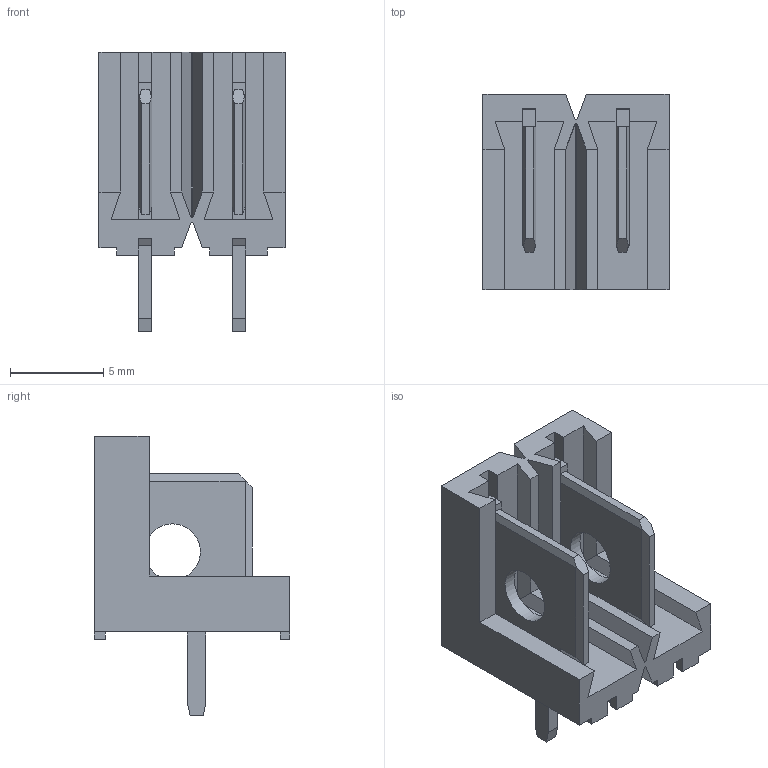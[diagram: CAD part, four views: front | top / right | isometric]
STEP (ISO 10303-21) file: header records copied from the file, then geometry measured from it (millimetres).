
FILE_DESCRIPTION( ( 'Unknown' ), '1' );
FILE_NAME( '691386700002.stp', 'Unknown', ( 'Quentin LAIDEBEUR' ), ( 'WE' ), 'PSStep 15.0.49', 'Sample-box', ' ' );
FILE_SCHEMA( ( 'AUTOMOTIVE_DESIGN { 1 0 10303 214 1 1 1 1 }' ) );
Length unit declared in the file: millimetre
Products named in the file (3): Assem1; 691386700002; 6913867000xx_Pin
Assembly tree (3 placements, depth 2):
  Assem1
    691386700002
    6913867000xx_Pin  x2
Bounding box: 10 x 10.5 x 15 mm (x, y, z)
Volume: 407.8 mm3; surface area: 1057.7 mm2
Topology: 3 solids, 3 shells, 148 faces, 414 edges, 270 vertices
Faces by surface type: plane 146, cylinder 2
Full cylindrical faces by diameter (mm): 3 x2
Entity records: 4582 total; most frequent: CARTESIAN_POINT 647, ORIENTED_EDGE 640, DIRECTION 560, EDGE_CURVE 320, LINE 318, VECTOR 318, VERTEX_POINT 208, AXIS2_PLACEMENT_3D 121
